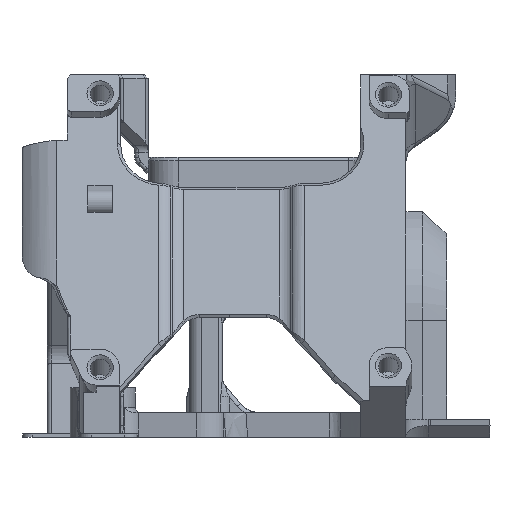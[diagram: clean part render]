
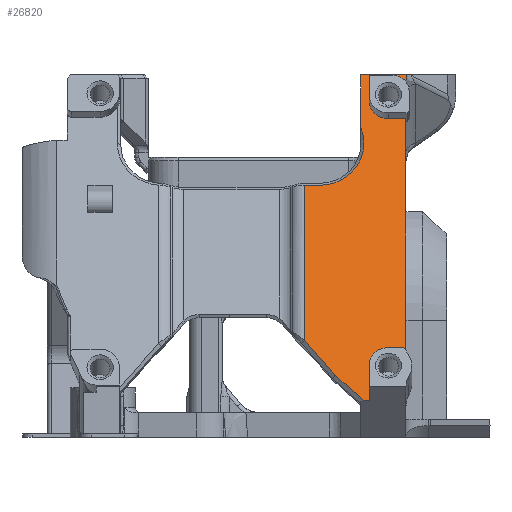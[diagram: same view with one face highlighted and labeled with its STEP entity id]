
A CAD part, left-side view. The second image highlights one B-rep face of the part: STEP entity #26820.
In plain terms, the highlighted planar face has unit normal (-0.94, 0, 0.342).
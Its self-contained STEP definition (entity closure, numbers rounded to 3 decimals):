
#1513=CIRCLE('',#28654,0.5);
#1516=CIRCLE('',#28659,2.35);
#1517=CIRCLE('',#28661,2.);
#1518=CIRCLE('',#28665,2.35);
#1530=CIRCLE('',#28701,2.536);
#1704=CIRCLE('',#29122,5.4);
#3184=B_SPLINE_CURVE_WITH_KNOTS('',3,(#51884,#51885,#51886,#51887),
 .UNSPECIFIED.,.F.,.F.,(4,4),(0.,0.001),
 .UNSPECIFIED.);
#8611=ORIENTED_EDGE('',*,*,#14561,.F.);
#8612=ORIENTED_EDGE('',*,*,#14562,.T.);
#8613=ORIENTED_EDGE('',*,*,#14563,.F.);
#8614=ORIENTED_EDGE('',*,*,#13862,.T.);
#8615=ORIENTED_EDGE('',*,*,#13852,.T.);
#8616=ORIENTED_EDGE('',*,*,#13847,.F.);
#8617=ORIENTED_EDGE('',*,*,#13843,.T.);
#8618=ORIENTED_EDGE('',*,*,#13902,.F.);
#8619=ORIENTED_EDGE('',*,*,#12428,.F.);
#8620=ORIENTED_EDGE('',*,*,#13861,.F.);
#8621=ORIENTED_EDGE('',*,*,#13859,.T.);
#8622=ORIENTED_EDGE('',*,*,#13857,.T.);
#8623=ORIENTED_EDGE('',*,*,#13856,.T.);
#8624=ORIENTED_EDGE('',*,*,#13853,.T.);
#8625=ORIENTED_EDGE('',*,*,#12423,.T.);
#8626=ORIENTED_EDGE('',*,*,#14564,.T.);
#8627=ORIENTED_EDGE('',*,*,#14542,.F.);
#8628=ORIENTED_EDGE('',*,*,#14565,.T.);
#8629=ORIENTED_EDGE('',*,*,#14547,.T.);
#8630=ORIENTED_EDGE('',*,*,#14566,.F.);
#8631=ORIENTED_EDGE('',*,*,#14382,.F.);
#12423=EDGE_CURVE('',#16296,#16295,#18769,.T.);
#12428=EDGE_CURVE('',#16300,#16301,#18773,.T.);
#13843=EDGE_CURVE('',#17266,#17267,#1513,.T.);
#13847=EDGE_CURVE('',#17266,#17270,#19232,.T.);
#13852=EDGE_CURVE('',#17272,#17270,#1516,.T.);
#13853=EDGE_CURVE('',#17274,#16296,#1517,.T.);
#13856=EDGE_CURVE('',#17275,#17274,#19238,.T.);
#13857=EDGE_CURVE('',#17276,#17275,#19239,.T.);
#13859=EDGE_CURVE('',#17277,#17276,#1518,.T.);
#13861=EDGE_CURVE('',#17277,#16300,#19242,.T.);
#13862=EDGE_CURVE('',#17278,#17272,#19243,.T.);
#13902=EDGE_CURVE('',#16301,#17267,#1530,.T.);
#14382=EDGE_CURVE('',#17265,#17576,#19441,.T.);
#14542=EDGE_CURVE('',#17673,#17674,#19528,.T.);
#14547=EDGE_CURVE('',#17679,#17678,#1704,.T.);
#14561=EDGE_CURVE('',#17689,#17265,#19542,.T.);
#14562=EDGE_CURVE('',#17689,#17690,#19543,.T.);
#14563=EDGE_CURVE('',#17278,#17690,#19544,.T.);
#14564=EDGE_CURVE('',#16295,#17674,#3184,.T.);
#14565=EDGE_CURVE('',#17673,#17679,#19545,.T.);
#14566=EDGE_CURVE('',#17576,#17678,#19546,.T.);
#16295=VERTEX_POINT('',#38950);
#16296=VERTEX_POINT('',#38952);
#16300=VERTEX_POINT('',#38965);
#16301=VERTEX_POINT('',#38967);
#17265=VERTEX_POINT('',#48492);
#17266=VERTEX_POINT('',#48510);
#17267=VERTEX_POINT('',#48511);
#17270=VERTEX_POINT('',#48519);
#17272=VERTEX_POINT('',#48525);
#17274=VERTEX_POINT('',#48531);
#17275=VERTEX_POINT('',#48535);
#17276=VERTEX_POINT('',#48539);
#17277=VERTEX_POINT('',#48543);
#17278=VERTEX_POINT('',#48549);
#17576=VERTEX_POINT('',#51195);
#17673=VERTEX_POINT('',#51833);
#17674=VERTEX_POINT('',#51835);
#17678=VERTEX_POINT('',#51847);
#17679=VERTEX_POINT('',#51849);
#17689=VERTEX_POINT('',#51878);
#17690=VERTEX_POINT('',#51882);
#18769=LINE('',#38951,#20460);
#18773=LINE('',#38966,#20464);
#19232=LINE('',#48518,#20923);
#19238=LINE('',#48536,#20929);
#19239=LINE('',#48538,#20930);
#19242=LINE('',#48546,#20933);
#19243=LINE('',#48548,#20934);
#19441=LINE('',#51194,#21132);
#19528=LINE('',#51834,#21219);
#19542=LINE('',#51879,#21233);
#19543=LINE('',#51881,#21234);
#19544=LINE('',#51883,#21235);
#19545=LINE('',#51888,#21236);
#19546=LINE('',#51889,#21237);
#20460=VECTOR('',#31100,1000.);
#20464=VECTOR('',#31104,1000.);
#20923=VECTOR('',#33223,1000.);
#20929=VECTOR('',#33241,1000.);
#20930=VECTOR('',#33244,1000.);
#20933=VECTOR('',#33253,1000.);
#20934=VECTOR('',#33256,1000.);
#21132=VECTOR('',#34168,1000.);
#21219=VECTOR('',#34445,1000.);
#21233=VECTOR('',#34473,1000.);
#21234=VECTOR('',#34476,1000.);
#21235=VECTOR('',#34477,1000.);
#21236=VECTOR('',#34478,1000.);
#21237=VECTOR('',#34479,1000.);
#22973=EDGE_LOOP('',(#8611,#8612,#8613,#8614,#8615,#8616,#8617,#8618,#8619,
#8620,#8621,#8622,#8623,#8624,#8625,#8626,#8627,#8628,#8629,#8630,#8631));
#24681=FACE_BOUND('',#22973,.T.);
#25571=PLANE('',#29127);
#26820=ADVANCED_FACE('',(#24681),#25571,.T.);
#28654=AXIS2_PLACEMENT_3D('',#48509,#33215,#33216);
#28659=AXIS2_PLACEMENT_3D('',#48528,#33231,#33232);
#28661=AXIS2_PLACEMENT_3D('',#48530,#33235,#33236);
#28665=AXIS2_PLACEMENT_3D('',#48542,#33248,#33249);
#28701=AXIS2_PLACEMENT_3D('',#48629,#33346,#33347);
#29122=AXIS2_PLACEMENT_3D('',#51848,#34452,#34453);
#29127=AXIS2_PLACEMENT_3D('',#51880,#34474,#34475);
#31100=DIRECTION('',(0.342,0.,0.94));
#31104=DIRECTION('',(-0.342,0.,-0.94));
#33215=DIRECTION('',(0.94,0.,-0.342));
#33216=DIRECTION('',(0.342,0.,0.94));
#33223=DIRECTION('',(0.,1.,0.));
#33231=DIRECTION('',(0.94,0.,-0.342));
#33232=DIRECTION('',(0.342,0.,0.94));
#33235=DIRECTION('',(0.94,0.,-0.342));
#33236=DIRECTION('',(0.342,0.,0.94));
#33241=DIRECTION('',(0.,-1.,0.));
#33244=DIRECTION('',(0.342,0.,0.94));
#33248=DIRECTION('',(0.94,0.,-0.342));
#33249=DIRECTION('',(0.342,0.,0.94));
#33253=DIRECTION('',(0.,-1.,0.));
#33256=DIRECTION('',(0.342,0.,0.94));
#33346=DIRECTION('',(0.94,0.,-0.342));
#33347=DIRECTION('',(0.342,0.,0.94));
#34168=DIRECTION('',(0.342,0.,0.94));
#34445=DIRECTION('',(0.,-1.,0.));
#34452=DIRECTION('',(0.94,0.,-0.342));
#34453=DIRECTION('',(0.342,0.,0.94));
#34473=DIRECTION('',(0.262,0.643,0.72));
#34474=DIRECTION('',(-0.94,0.,0.342));
#34475=DIRECTION('',(-0.342,0.,-0.94));
#34476=DIRECTION('',(-0.236,-0.725,-0.648));
#34477=DIRECTION('',(0.,1.,0.));
#34478=DIRECTION('',(-0.342,0.,-0.94));
#34479=DIRECTION('',(0.,-1.,0.));
#38950=CARTESIAN_POINT('',(-130.221,6.5,43.264));
#38951=CARTESIAN_POINT('',(-143.233,6.5,7.513));
#38952=CARTESIAN_POINT('',(-130.522,6.5,42.438));
#38965=CARTESIAN_POINT('',(-131.895,6.5,38.664));
#38966=CARTESIAN_POINT('',(-136.618,6.5,25.688));
#38967=CARTESIAN_POINT('',(-142.392,6.5,9.826));
#48492=CARTESIAN_POINT('',(-141.708,18.828,11.704));
#48509=CARTESIAN_POINT('',(-142.43,7.,9.722));
#48510=CARTESIAN_POINT('',(-142.259,7.,10.192));
#48511=CARTESIAN_POINT('',(-142.361,6.543,9.912));
#48518=CARTESIAN_POINT('',(-142.259,6.125,10.192));
#48519=CARTESIAN_POINT('',(-142.259,8.625,10.192));
#48525=CARTESIAN_POINT('',(-143.062,10.975,7.983));
#48528=CARTESIAN_POINT('',(-143.062,8.625,7.983));
#48530=CARTESIAN_POINT('',(-130.921,8.125,41.342));
#48531=CARTESIAN_POINT('',(-130.237,8.125,43.222));
#48535=CARTESIAN_POINT('',(-130.237,10.975,43.222));
#48536=CARTESIAN_POINT('',(-130.237,6.125,43.222));
#48538=CARTESIAN_POINT('',(-123.64,10.975,61.346));
#48539=CARTESIAN_POINT('',(-131.092,10.975,40.873));
#48542=CARTESIAN_POINT('',(-131.092,8.625,40.873));
#48543=CARTESIAN_POINT('',(-131.895,8.625,38.664));
#48546=CARTESIAN_POINT('',(-131.895,6.125,38.664));
#48548=CARTESIAN_POINT('',(-123.64,10.975,61.346));
#48549=CARTESIAN_POINT('',(-144.33,10.975,4.501));
#48629=CARTESIAN_POINT('',(-142.01,4.223,10.875));
#51194=CARTESIAN_POINT('',(-143.25,18.828,7.468));
#51195=CARTESIAN_POINT('',(-134.836,18.828,30.585));
#51833=CARTESIAN_POINT('',(-129.953,12.,44.));
#51834=CARTESIAN_POINT('',(-129.953,4.696,44.));
#51835=CARTESIAN_POINT('',(-129.953,6.466,44.));
#51847=CARTESIAN_POINT('',(-134.836,17.,30.585));
#51848=CARTESIAN_POINT('',(-132.989,17.,35.659));
#51849=CARTESIAN_POINT('',(-132.292,12.,37.576));
#51878=CARTESIAN_POINT('',(-143.22,15.12,7.552));
#51879=CARTESIAN_POINT('',(-140.731,21.225,14.388));
#51880=CARTESIAN_POINT('',(-143.233,43.625,7.513));
#51881=CARTESIAN_POINT('',(-138.358,30.068,20.909));
#51882=CARTESIAN_POINT('',(-144.33,11.706,4.501));
#51883=CARTESIAN_POINT('',(-144.33,43.625,4.501));
#51884=CARTESIAN_POINT('',(-130.221,6.5,43.264));
#51885=CARTESIAN_POINT('',(-130.132,6.5,43.51));
#51886=CARTESIAN_POINT('',(-130.043,6.482,43.755));
#51887=CARTESIAN_POINT('',(-129.953,6.466,44.));
#51888=CARTESIAN_POINT('',(-143.233,12.,7.513));
#51889=CARTESIAN_POINT('',(-134.836,27.711,30.585));
